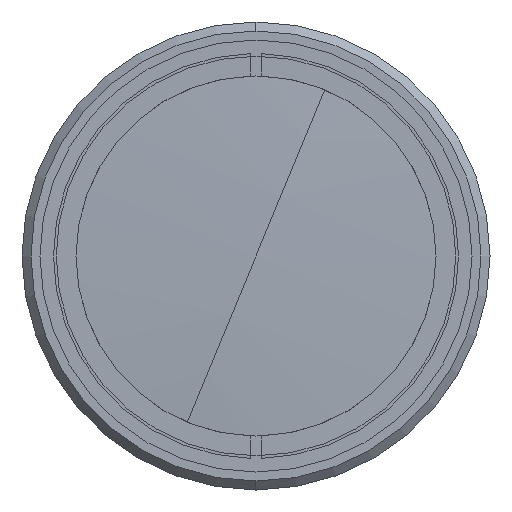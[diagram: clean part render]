
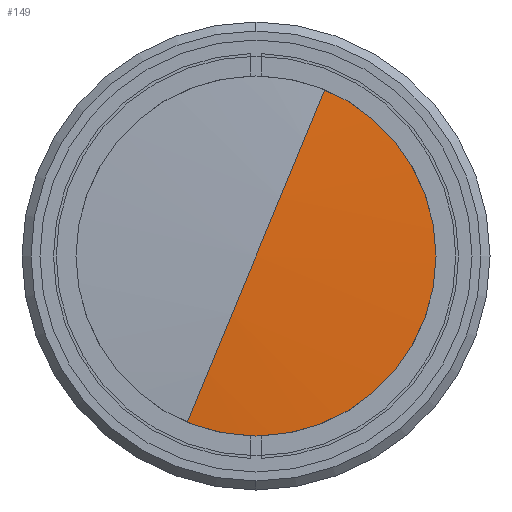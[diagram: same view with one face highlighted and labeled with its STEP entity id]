
A CAD part, left-side view. The second image highlights one B-rep face of the part: STEP entity #149.
In plain terms, the highlighted spherical face has radius 316.23 mm.
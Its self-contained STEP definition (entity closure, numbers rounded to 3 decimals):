
#69 = CARTESIAN_POINT ( 'NONE',  ( 4.495, -8.019, 19.409 ) ) ;
#74 = VERTEX_POINT ( 'NONE', #1819 ) ;
#112 = ORIENTED_EDGE ( 'NONE', *, *, #2168, .T. ) ;
#149 = ADVANCED_FACE ( 'NONE', ( #1477 ), #1012, .T. ) ;
#199 = DIRECTION ( 'NONE',  ( 0., 0.924, 0.382 ) ) ;
#293 = ORIENTED_EDGE ( 'NONE', *, *, #1650, .F. ) ;
#321 = DIRECTION ( 'NONE',  ( 0., -0.924, -0.382 ) ) ;
#464 = DIRECTION ( 'NONE',  ( -1., 0., 0. ) ) ;
#537 = VERTEX_POINT ( 'NONE', #69 ) ;
#753 = AXIS2_PLACEMENT_3D ( 'NONE', #2230, #1598, #1909 ) ;
#910 = AXIS2_PLACEMENT_3D ( 'NONE', #1516, #464, #1703 ) ;
#979 = ORIENTED_EDGE ( 'NONE', *, *, #2039, .T. ) ;
#1012 = SPHERICAL_SURFACE ( 'NONE', #753, 316.23 ) ;
#1020 = CIRCLE ( 'NONE', #1823, 316.23 ) ;
#1242 = CARTESIAN_POINT ( 'NONE',  ( 320.026, 0., 0. ) ) ;
#1369 = CARTESIAN_POINT ( 'NONE',  ( 320.026, 0., 0. ) ) ;
#1411 = DIRECTION ( 'NONE',  ( 0., -0.382, 0.924 ) ) ;
#1477 = FACE_OUTER_BOUND ( 'NONE', #2229, .T. ) ;
#1516 = CARTESIAN_POINT ( 'NONE',  ( 4.495, 0., 0. ) ) ;
#1545 = DIRECTION ( 'NONE',  ( 0., 0.382, -0.924 ) ) ;
#1598 = DIRECTION ( 'NONE',  ( 0., -0.924, -0.382 ) ) ;
#1650 = EDGE_CURVE ( 'NONE', #1708, #74, #1965, .T. ) ;
#1703 = DIRECTION ( 'NONE',  ( 0., 0.924, 0.382 ) ) ;
#1708 = VERTEX_POINT ( 'NONE', #1797 ) ;
#1797 = CARTESIAN_POINT ( 'NONE',  ( 4.495, 8.019, -19.409 ) ) ;
#1819 = CARTESIAN_POINT ( 'NONE',  ( 3.796, 0., 0. ) ) ;
#1823 = AXIS2_PLACEMENT_3D ( 'NONE', #1369, #321, #1545 ) ;
#1909 = DIRECTION ( 'NONE',  ( 0., 0.382, -0.924 ) ) ;
#1965 = CIRCLE ( 'NONE', #2102, 316.23 ) ;
#2039 = EDGE_CURVE ( 'NONE', #1708, #537, #2134, .T. ) ;
#2102 = AXIS2_PLACEMENT_3D ( 'NONE', #1242, #199, #1411 ) ;
#2134 = CIRCLE ( 'NONE', #910, 21. ) ;
#2168 = EDGE_CURVE ( 'NONE', #537, #74, #1020, .T. ) ;
#2229 = EDGE_LOOP ( 'NONE', ( #979, #112, #293 ) ) ;
#2230 = CARTESIAN_POINT ( 'NONE',  ( 320.026, 0., 0. ) ) ;
